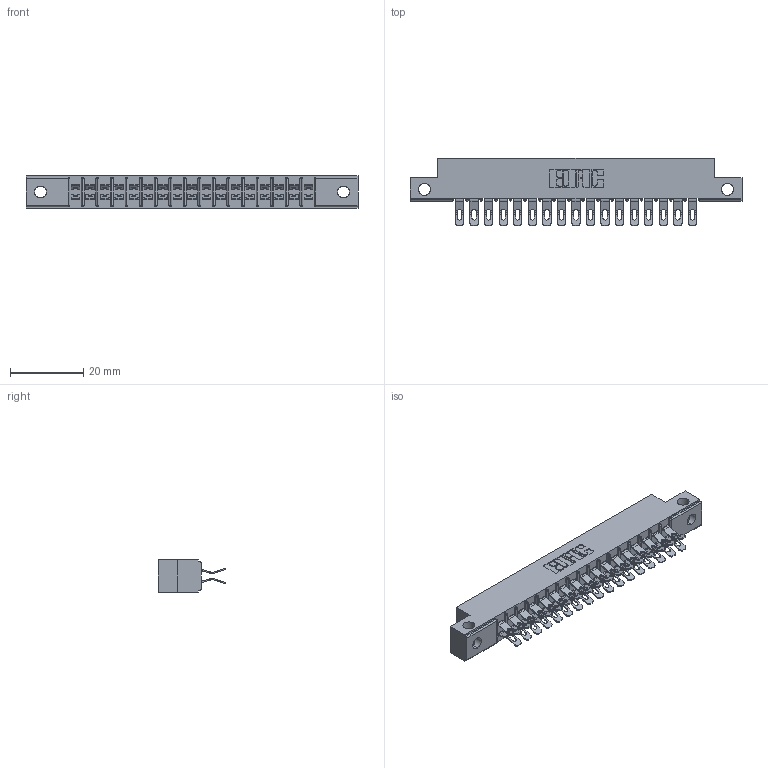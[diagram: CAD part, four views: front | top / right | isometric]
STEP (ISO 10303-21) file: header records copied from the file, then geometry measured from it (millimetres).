
FILE_DESCRIPTION (( 'STEP AP203' ), '1' );
FILE_NAME ('315-034-555-212.STEP', '2020-09-20T02:26:39', ( '' ), ( '' ), 'SwSTEP 2.0', 'SolidWorks 2020', '' );
FILE_SCHEMA (( 'CONFIG_CONTROL_DESIGN' ));
Length unit declared in the file: inch
Products named in the file (3): 315-034-555-212; 305-290-001_555; 305 Part_.128 Dia
Assembly tree (35 placements, depth 2):
  315-034-555-212
    305 Part_.128 Dia
    305-290-001_555  x34
Bounding box: 90.37 x 18.41 x 8.71 mm (x, y, z)
Volume: 5644.4 mm3; surface area: 10925.9 mm2
Topology: 35 solids, 35 shells, 2372 faces, 7067 edges, 4614 vertices
Faces by surface type: plane 1156, cylinder 1148, sphere 68
Entity records: 22480 total; most frequent: CARTESIAN_POINT 3787, ORIENTED_EDGE 3702, DIRECTION 3617, EDGE_CURVE 1851, VECTOR 1433, LINE 1433, VERTEX_POINT 1182, AXIS2_PLACEMENT_3D 1092
